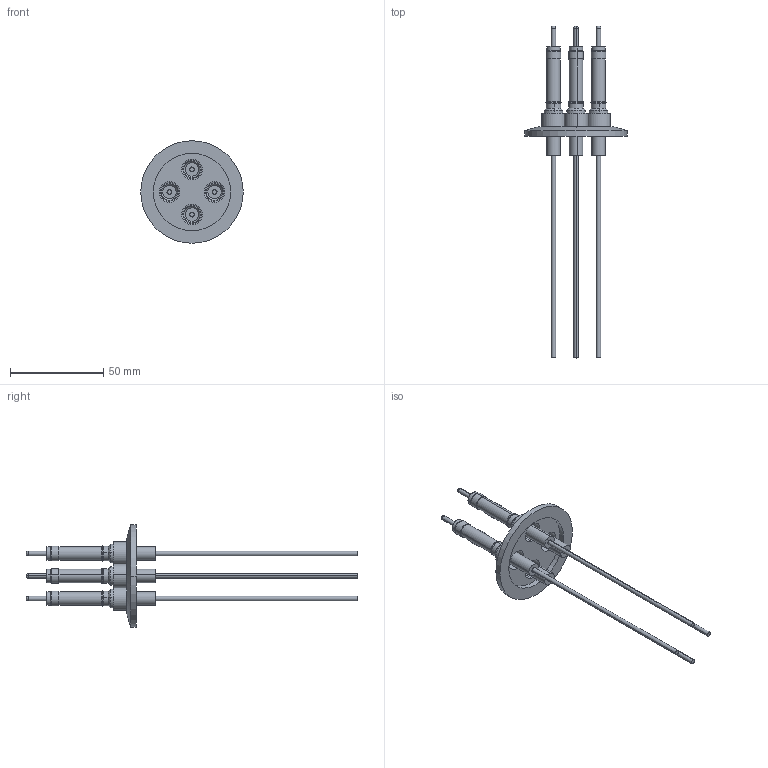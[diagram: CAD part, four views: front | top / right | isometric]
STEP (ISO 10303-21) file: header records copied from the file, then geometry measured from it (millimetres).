
FILE_DESCRIPTION (( 'STEP AP203' ), '1' );
FILE_NAME ('A5986-1-QF.STEP', '2013-06-18T11:06:43', ( '' ), ( '' ), 'SwSTEP 2.0', 'SolidWorks 2012', '' );
FILE_SCHEMA (( 'CONFIG_CONTROL_DESIGN' ));
Length unit declared in the file: inch
Products named in the file (1): A5986-1-QF
Bounding box: 54.89 x 177.8 x 54.89 mm (x, y, z)
Volume: 18838.1 mm3; surface area: 21918.9 mm2
Topology: 1 solids, 1 shells, 261 faces, 554 edges, 340 vertices
Faces by surface type: cylinder 124, cone 74, plane 47, torus 16
Entity records: 7179 total; most frequent: DIRECTION 1434, CARTESIAN_POINT 1156, ORIENTED_EDGE 1108, AXIS2_PLACEMENT_3D 618, EDGE_CURVE 554, CIRCLE 356, VERTEX_POINT 340, EDGE_LOOP 306
